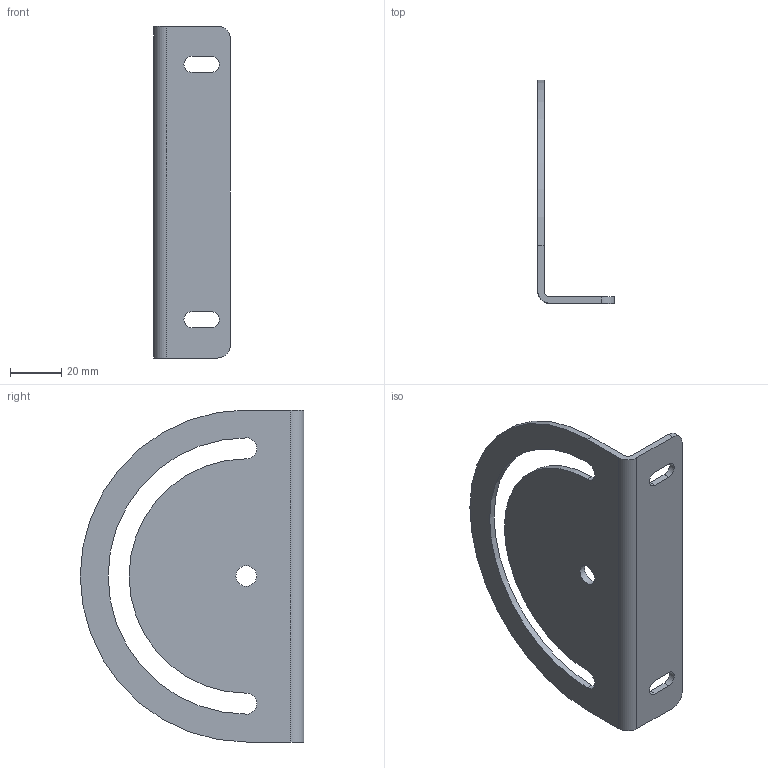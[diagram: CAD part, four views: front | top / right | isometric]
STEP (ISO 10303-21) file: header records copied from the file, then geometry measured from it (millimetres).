
FILE_DESCRIPTION(/* description */ (''),/* implementation_level */ '2;1');
FILE_NAME(/* name */ 'ZI-1895_Schwenkwinkel_130-8.stp',/* time_stamp */ '2020-07-20T12:28:37+02:00',/* author */ ('jmaun'),/* organization */ ('maunsystem'),/* preprocessor_version */ 'ST-DEVELOPER v17',/* originating_system */ 'Autodesk Inventor 2019',/* authorisation */ '');
FILE_SCHEMA (('AUTOMOTIVE_DESIGN { 1 0 10303 214 3 1 1 }'));
Length unit declared in the file: millimetre
Products named in the file (1): ZI-1895_Schwenkwinkel_130-8
Bounding box: 30 x 87.5 x 130 mm (x, y, z)
Volume: 28418.5 mm3; surface area: 24888.9 mm2
Topology: 1 solids, 1 shells, 25 faces, 71 edges, 48 vertices
Faces by surface type: cylinder 14, plane 11
Full cylindrical faces by diameter (mm): 8.1 x1
Entity records: 893 total; most frequent: DIRECTION 153, CARTESIAN_POINT 145, ORIENTED_EDGE 142, EDGE_CURVE 71, AXIS2_PLACEMENT_3D 56, VERTEX_POINT 48, LINE 41, VECTOR 41
